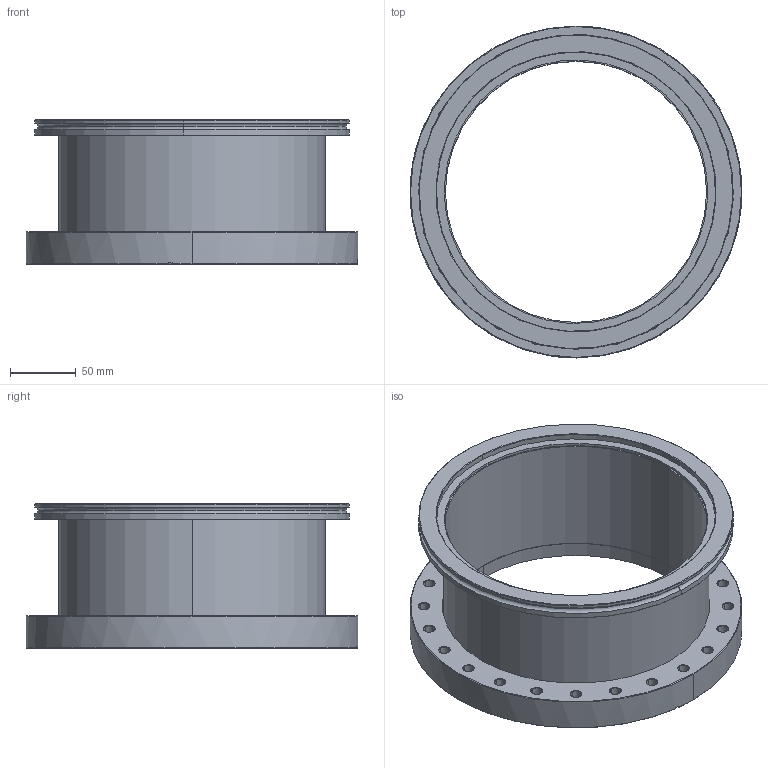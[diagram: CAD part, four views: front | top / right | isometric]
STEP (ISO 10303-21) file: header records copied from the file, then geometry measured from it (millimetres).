
FILE_DESCRIPTION (( 'STEP AP214' ), '1' );
FILE_NAME ('Hositrad_CFA200-ISO200.STEP', '2017-05-11T08:13:34', ( 'Gebruiker' ), ( '' ), 'SwSTEP 2.0', 'SolidWorks 2017', '' );
FILE_SCHEMA (( 'AUTOMOTIVE_DESIGN' ));
Length unit declared in the file: millimetre
Products named in the file (4): CF-To-ISO-Adaptors-All_CFA200-ISO200; NW200CF-Weld_-203; Hositrad_CFA200-ISO200; ISO-K-Weld-All_ISO200-204
Assembly tree (3 placements, depth 2):
  Hositrad_CFA200-ISO200
    CF-To-ISO-Adaptors-All_CFA200-ISO200
    ISO-K-Weld-All_ISO200-204
    NW200CF-Weld_-203
Bounding box: 253.2 x 253.2 x 110 mm (x, y, z)
Volume: 648546.4 mm3; surface area: 251528.7 mm2
Topology: 3 solids, 3 shells, 196 faces, 452 edges, 267 vertices
Faces by surface type: cone 99, cylinder 74, plane 19, torus 4
Entity records: 5819 total; most frequent: DIRECTION 1113, CARTESIAN_POINT 933, ORIENTED_EDGE 904, AXIS2_PLACEMENT_3D 463, EDGE_CURVE 452, VERTEX_POINT 267, CIRCLE 261, EDGE_LOOP 255
